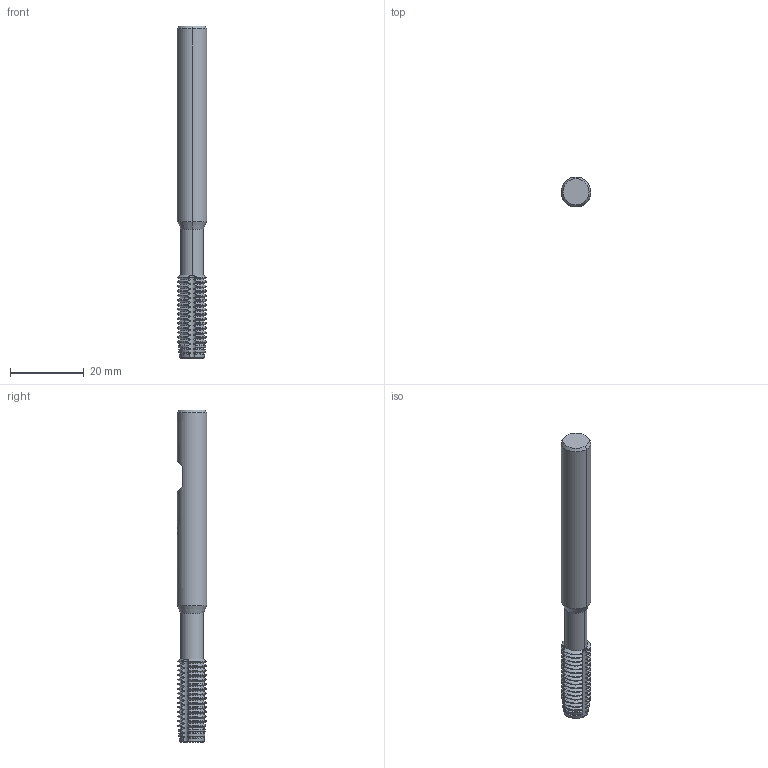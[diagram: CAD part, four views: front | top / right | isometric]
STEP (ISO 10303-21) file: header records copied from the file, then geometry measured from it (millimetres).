
FILE_DESCRIPTION(('no description'),'unknown implementation level');
FILE_NAME('solidZ2Z5AGFuQrqzEbB6nv3B3uyOwfI_1.STP',' ',('CIM GmbH Aachen'),('CADClick - KiM GmbH - www.kimweb.de'),'unknown preprocess','ACIS','unknown authorization');
FILE_SCHEMA(('automotive_design'));
Length unit declared in the file: millimetre
Products named in the file (2): 1; 2
Bounding box: 8 x 8 x 90 mm (x, y, z)
Volume: 3945.4 mm3; surface area: 3330.9 mm2
Topology: 2 solids, 2 shells, 389 faces, 1073 edges, 688 vertices
Faces by surface type: cone 201, cylinder 173, plane 12, torus 3
Entity records: 25933 total; most frequent: CARTESIAN_POINT 4169, STYLED_ITEM 2152, PRESENTATION_STYLE_ASSIGNMENT 2152, COLOUR_RGB 2152, ORIENTED_EDGE 2146, DIRECTION 2048, EDGE_CURVE 1073, CURVE_STYLE 1073
